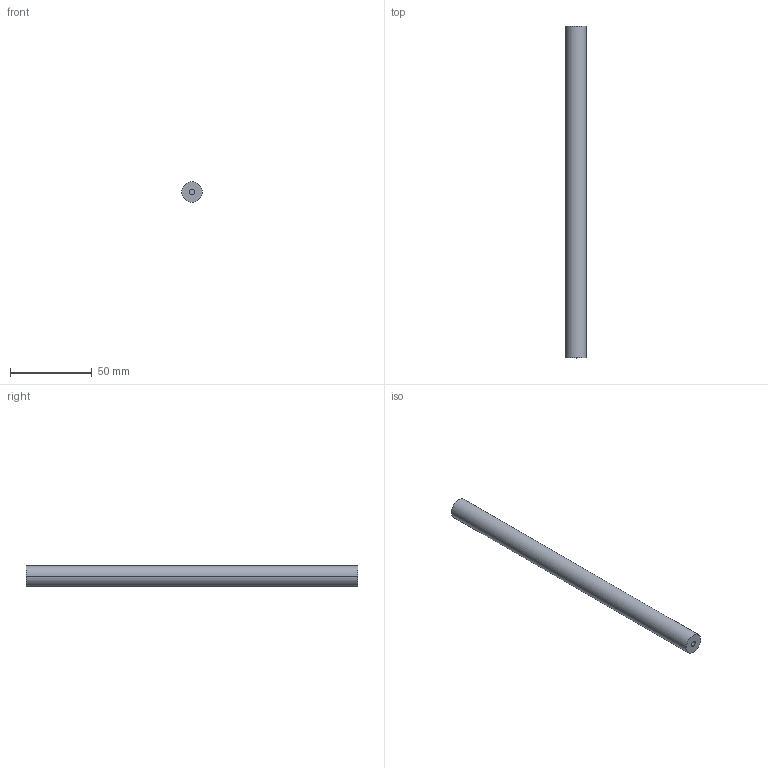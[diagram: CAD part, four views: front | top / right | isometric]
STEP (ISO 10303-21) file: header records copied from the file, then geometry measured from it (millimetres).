
FILE_DESCRIPTION((''),'2;1');
FILE_NAME('TURTLEBOT_F-F_STANDOFF_METRIC','2012-10-13T',('Ziggy Leacock'),(''),'PRO/ENGINEER BY PARAMETRIC TECHNOLOGY CORPORATION, 2012060','PRO/ENGINEER BY PARAMETRIC TECHNOLOGY CORPORATION, 2012060','');
FILE_SCHEMA(('CONFIG_CONTROL_DESIGN'));
Length unit declared in the file: millimetre
Products named in the file (1): TURTLEBOT_F-F_STANDOFF_METRIC
Bounding box: 12.7 x 203.2 x 12.7 mm (x, y, z)
Volume: 25523.5 mm3; surface area: 8624 mm2
Topology: 1 solids, 1 shells, 10 faces, 18 edges, 12 vertices
Faces by surface type: cylinder 6, plane 4
Entity records: 292 total; most frequent: DIRECTION 50, CARTESIAN_POINT 40, ORIENTED_EDGE 36, AXIS2_PLACEMENT_3D 22, EDGE_CURVE 18, VERTEX_POINT 12, EDGE_LOOP 12, CIRCLE 12
